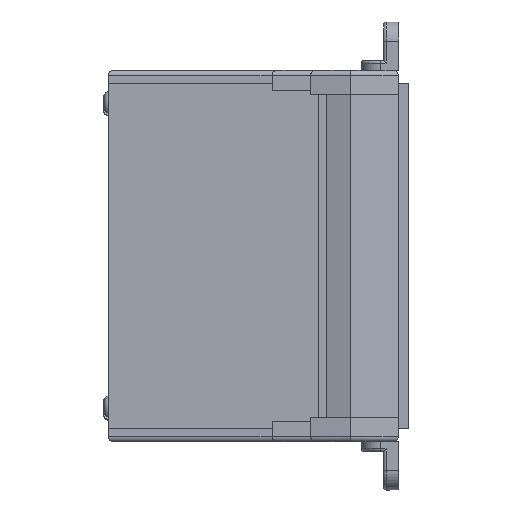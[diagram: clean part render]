
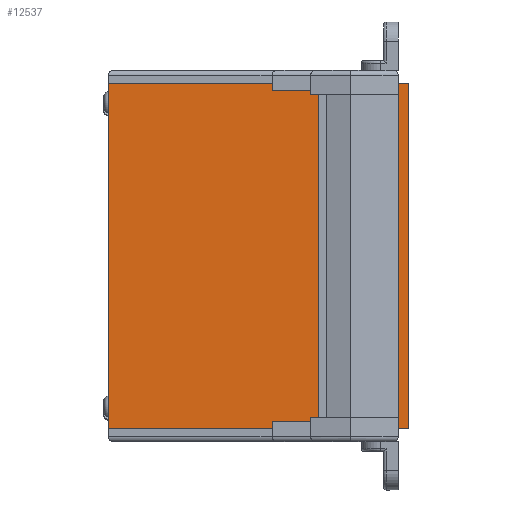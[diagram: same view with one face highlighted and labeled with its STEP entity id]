
A CAD part, left-side view. The second image highlights one B-rep face of the part: STEP entity #12537.
In plain terms, the highlighted planar face has unit normal (-1, 0, 0).
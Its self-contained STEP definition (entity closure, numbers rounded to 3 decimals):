
#536 = CARTESIAN_POINT ( 'NONE',  ( -35., 31., -71.5 ) ) ;
#783 = ORIENTED_EDGE ( 'NONE', *, *, #9999, .T. ) ;
#972 = CARTESIAN_POINT ( 'NONE',  ( -35., 31., -71.5 ) ) ;
#1070 = VERTEX_POINT ( 'NONE', #972 ) ;
#1399 = EDGE_LOOP ( 'NONE', ( #15106, #8581, #783, #17167 ) ) ;
#1521 = DIRECTION ( 'NONE',  ( 0., 0., 1. ) ) ;
#2625 = VERTEX_POINT ( 'NONE', #4691 ) ;
#2890 = FACE_OUTER_BOUND ( 'NONE', #1399, .T. ) ;
#3251 = VECTOR ( 'NONE', #16577, 1000. ) ;
#4078 = DIRECTION ( 'NONE',  ( 0., 0., 1. ) ) ;
#4157 = CARTESIAN_POINT ( 'NONE',  ( -35., 31., 0. ) ) ;
#4691 = CARTESIAN_POINT ( 'NONE',  ( -35., -31., -71.5 ) ) ;
#4875 = EDGE_CURVE ( 'NONE', #1070, #10795, #14821, .T. ) ;
#4907 = EDGE_CURVE ( 'NONE', #2625, #13290, #10463, .T. ) ;
#6927 = DIRECTION ( 'NONE',  ( -1., 0., 0. ) ) ;
#6988 = CARTESIAN_POINT ( 'NONE',  ( -35., 31., -71.5 ) ) ;
#7392 = VECTOR ( 'NONE', #4078, 1000. ) ;
#8210 = CARTESIAN_POINT ( 'NONE',  ( -35., -31., -71.5 ) ) ;
#8581 = ORIENTED_EDGE ( 'NONE', *, *, #4875, .F. ) ;
#8836 = CARTESIAN_POINT ( 'NONE',  ( -35., 31., 0. ) ) ;
#9999 = EDGE_CURVE ( 'NONE', #1070, #2625, #11290, .T. ) ;
#10463 = LINE ( 'NONE', #8210, #3251 ) ;
#10795 = VERTEX_POINT ( 'NONE', #4157 ) ;
#11290 = LINE ( 'NONE', #536, #16309 ) ;
#11669 = DIRECTION ( 'NONE',  ( 0., -1., 0. ) ) ;
#12537 = ADVANCED_FACE ( 'NONE', ( #2890 ), #13940, .T. ) ;
#13290 = VERTEX_POINT ( 'NONE', #15375 ) ;
#13662 = LINE ( 'NONE', #8836, #17202 ) ;
#13869 = CARTESIAN_POINT ( 'NONE',  ( -35., 31., -71.5 ) ) ;
#13940 = PLANE ( 'NONE',  #14125 ) ;
#14125 = AXIS2_PLACEMENT_3D ( 'NONE', #13869, #6927, #1521 ) ;
#14821 = LINE ( 'NONE', #6988, #7392 ) ;
#15106 = ORIENTED_EDGE ( 'NONE', *, *, #15996, .F. ) ;
#15375 = CARTESIAN_POINT ( 'NONE',  ( -35., -31., 0. ) ) ;
#15996 = EDGE_CURVE ( 'NONE', #10795, #13290, #13662, .T. ) ;
#16309 = VECTOR ( 'NONE', #17725, 1000. ) ;
#16577 = DIRECTION ( 'NONE',  ( 0., 0., 1. ) ) ;
#17167 = ORIENTED_EDGE ( 'NONE', *, *, #4907, .T. ) ;
#17202 = VECTOR ( 'NONE', #11669, 1000. ) ;
#17725 = DIRECTION ( 'NONE',  ( 0., -1., 0. ) ) ;
